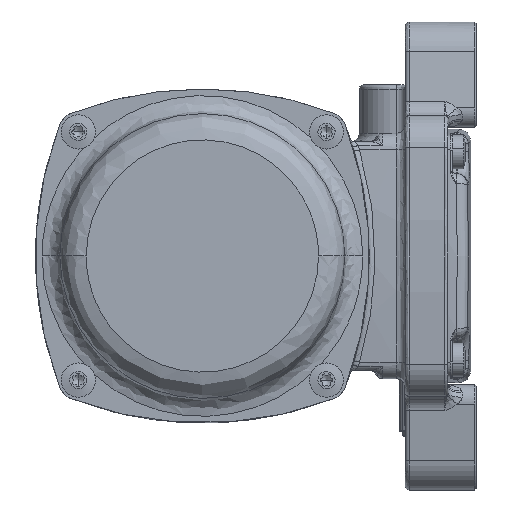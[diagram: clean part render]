
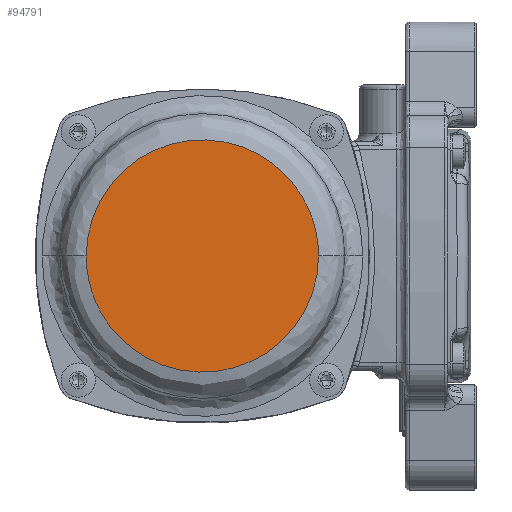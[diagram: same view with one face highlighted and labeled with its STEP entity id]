
A CAD part, left-side view. The second image highlights one B-rep face of the part: STEP entity #94791.
In plain terms, the highlighted planar face has unit normal (-1, 0, 0).
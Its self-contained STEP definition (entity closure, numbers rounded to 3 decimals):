
#6018 = AXIS2_PLACEMENT_3D ( 'NONE', #17272, #160402, #73341 ) ;
#15064 = VERTEX_POINT ( 'NONE', #82860 ) ;
#17272 = CARTESIAN_POINT ( 'NONE',  ( -104.5, 40.7, 0. ) ) ;
#34322 = EDGE_LOOP ( 'NONE', ( #58225, #179565 ) ) ;
#37361 = CARTESIAN_POINT ( 'NONE',  ( -104.5, -40.7, 0. ) ) ;
#38001 = CARTESIAN_POINT ( 'NONE',  ( -104.5, 40.7, 0. ) ) ;
#38060 = CARTESIAN_POINT ( 'NONE',  ( -104.5, -40.7, 0. ) ) ;
#38677 = CARTESIAN_POINT ( 'NONE',  ( -104.5, 40.7, -81.4 ) ) ;
#45936 = FACE_OUTER_BOUND ( 'NONE', #34322, .T. ) ;
#50026 = EDGE_CURVE ( 'NONE', #15064, #115243, #54969, .T. ) ;
#54969 =( BOUNDED_CURVE ( )  B_SPLINE_CURVE ( 3, ( #38060, #125170, #38677, #182355 ),
 .UNSPECIFIED., .F., .F. ) 
 B_SPLINE_CURVE_WITH_KNOTS ( ( 4, 4 ),
 ( 0., 1. ),
 .UNSPECIFIED. ) 
 CURVE ( )  GEOMETRIC_REPRESENTATION_ITEM ( )  RATIONAL_B_SPLINE_CURVE ( ( 1., 0.333, 0.333, 1. ) ) 
 REPRESENTATION_ITEM ( '' )  );
#58225 = ORIENTED_EDGE ( 'NONE', *, *, #50026, .F. ) ;
#73341 = DIRECTION ( 'NONE',  ( 0., 1., 0. ) ) ;
#82860 = CARTESIAN_POINT ( 'NONE',  ( -104.5, -40.7, 0. ) ) ;
#94791 = ADVANCED_FACE ( 'NONE', ( #45936 ), #130641, .F. ) ;
#102188 = EDGE_CURVE ( 'NONE', #115243, #15064, #144753, .T. ) ;
#112653 = CARTESIAN_POINT ( 'NONE',  ( -104.5, 40.7, 0. ) ) ;
#115243 = VERTEX_POINT ( 'NONE', #112653 ) ;
#125170 = CARTESIAN_POINT ( 'NONE',  ( -104.5, -40.7, -81.4 ) ) ;
#130641 = PLANE ( 'NONE',  #6018 ) ;
#144753 =( BOUNDED_CURVE ( )  B_SPLINE_CURVE ( 3, ( #38001, #153064, #182288, #37361 ),
 .UNSPECIFIED., .F., .F. ) 
 B_SPLINE_CURVE_WITH_KNOTS ( ( 4, 4 ),
 ( 0., 1. ),
 .UNSPECIFIED. ) 
 CURVE ( )  GEOMETRIC_REPRESENTATION_ITEM ( )  RATIONAL_B_SPLINE_CURVE ( ( 1., 0.333, 0.333, 1. ) ) 
 REPRESENTATION_ITEM ( '' )  );
#153064 = CARTESIAN_POINT ( 'NONE',  ( -104.5, 40.7, 81.4 ) ) ;
#160402 = DIRECTION ( 'NONE',  ( 1., 0., 0. ) ) ;
#179565 = ORIENTED_EDGE ( 'NONE', *, *, #102188, .F. ) ;
#182288 = CARTESIAN_POINT ( 'NONE',  ( -104.5, -40.7, 81.4 ) ) ;
#182355 = CARTESIAN_POINT ( 'NONE',  ( -104.5, 40.7, 0. ) ) ;
